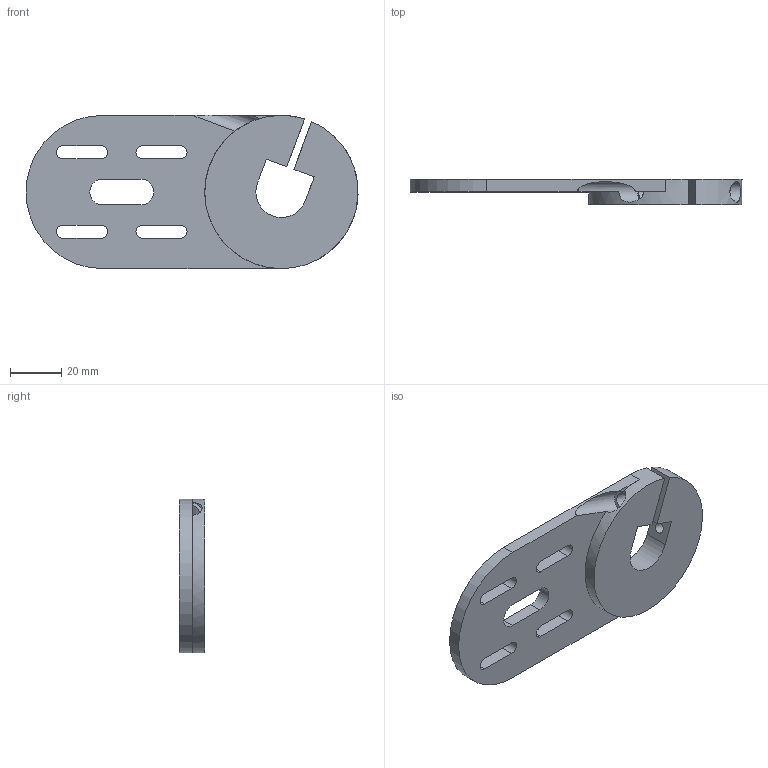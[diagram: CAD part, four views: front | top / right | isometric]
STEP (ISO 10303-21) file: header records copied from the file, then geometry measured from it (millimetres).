
FILE_DESCRIPTION(/* description */ (''),/* implementation_level */ '2;1');
FILE_NAME(/* name */ 'ES motor mount bulked v8.step',/* time_stamp */ '2019-07-28T21:07:14-07:00',/* author */ (''),/* organization */ (''),/* preprocessor_version */ 'ST-DEVELOPER v18',/* originating_system */ 'Autodesk Translation Framework v8.2.0.1029',/* authorisation */ '');
FILE_SCHEMA (('AUTOMOTIVE_DESIGN { 1 0 10303 214 3 1 1 }'));
Length unit declared in the file: millimetre
Products named in the file (1): ES motor mount bulked
Bounding box: 129.98 x 10 x 60 mm (x, y, z)
Volume: 39914.6 mm3; surface area: 17881.3 mm2
Topology: 1 solids, 1 shells, 45 faces, 123 edges, 82 vertices
Faces by surface type: plane 26, cylinder 19
Full cylindrical faces by diameter (mm): 4 x1, 5.75 x2, 7 x1, 8 x2
Entity records: 1584 total; most frequent: CARTESIAN_POINT 341, DIRECTION 251, ORIENTED_EDGE 246, EDGE_CURVE 123, AXIS2_PLACEMENT_3D 86, VERTEX_POINT 82, LINE 79, VECTOR 79
